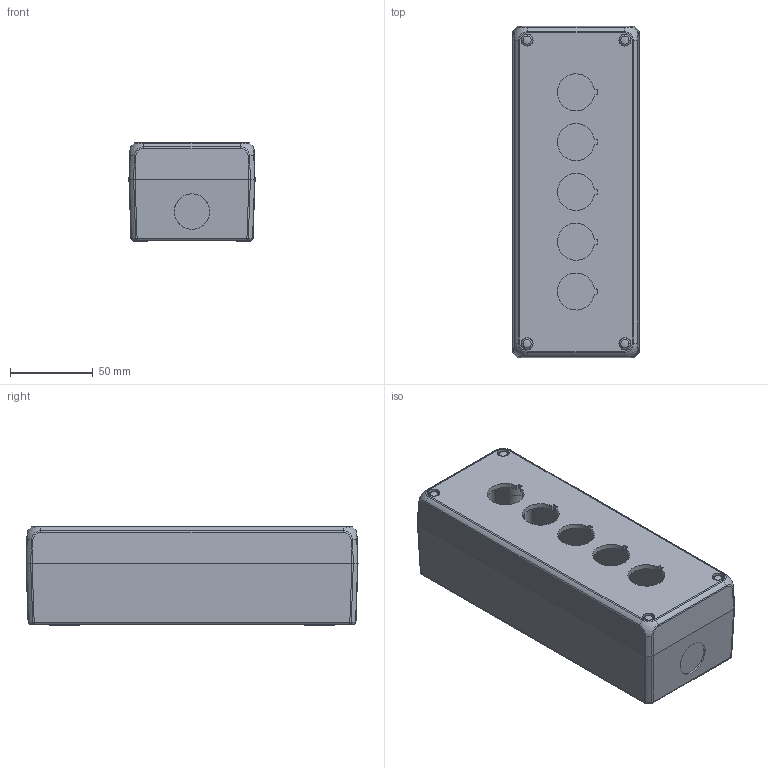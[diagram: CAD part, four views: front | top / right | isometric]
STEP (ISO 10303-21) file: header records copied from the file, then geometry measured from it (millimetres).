
FILE_DESCRIPTION (( 'STEP AP203' ), '1' );
FILE_NAME ('FB3W-512Z_rev0.0.STEP', '2021-09-30T02:36:47', ( '' ), ( '' ), 'SwSTEP 2.0', 'SolidWorks 2019', '' );
FILE_SCHEMA (( 'CONFIG_CONTROL_DESIGN' ));
Length unit declared in the file: millimetre
Products named in the file (3): FB3W-512Z_rev0.0; FB35W-COVER_SCW_rev0.0; FB3-BASE_rev0.0
Assembly tree (2 placements, depth 2):
  FB3W-512Z_rev0.0
    FB3-BASE_rev0.0
    FB35W-COVER_SCW_rev0.0
Bounding box: 76 x 200 x 59.5 mm (x, y, z)
Volume: 208812.5 mm3; surface area: 114316.8 mm2
Topology: 2 solids, 2 shells, 270 faces, 624 edges, 388 vertices
Faces by surface type: cylinder 97, plane 89, cone 32, torus 28, sphere 16, bspline 8
Full cylindrical faces by diameter (mm): 3.6 x8, 4.6 x8, 7.2 x4, 21.3 x2
Entity records: 7983 total; most frequent: CARTESIAN_POINT 1607, DIRECTION 1338, ORIENTED_EDGE 1180, EDGE_CURVE 590, AXIS2_PLACEMENT_3D 529, VERTEX_POINT 388, EDGE_LOOP 344, FACE_OUTER_BOUND 296
